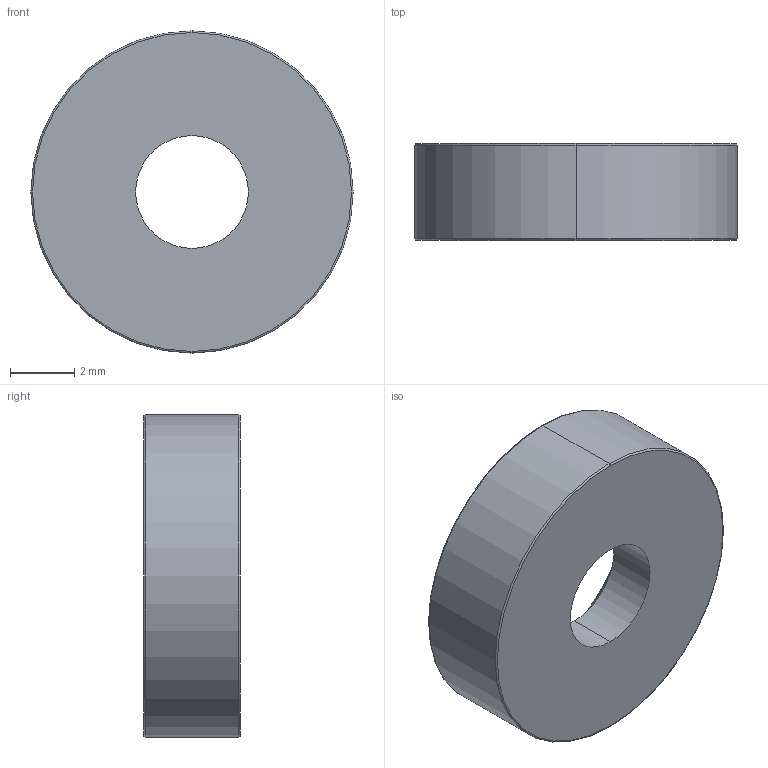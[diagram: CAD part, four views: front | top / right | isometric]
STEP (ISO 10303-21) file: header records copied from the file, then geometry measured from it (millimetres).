
FILE_DESCRIPTION (( 'STEP AP203' ), '1' );
FILE_NAME ('magnete_项 箪铍鬣龛㥮sldprt.STEP', '2018-04-26T12:45:46', ( '' ), ( '' ), 'SwSTEP 2.0', 'SolidWorks 2018', '' );
FILE_SCHEMA (( 'CONFIG_CONTROL_DESIGN' ));
Length unit declared in the file: millimetre
Products named in the file (1): magnete_项 箪铍鬣龛㥮sldprt
Bounding box: 10 x 3 x 10 mm (x, y, z)
Volume: 183.4 mm3; surface area: 256.9 mm2
Topology: 1 solids, 1 shells, 14 faces, 32 edges, 20 vertices
Faces by surface type: torus 6, cylinder 4, sphere 2, plane 2
Entity records: 493 total; most frequent: DIRECTION 90, CARTESIAN_POINT 67, ORIENTED_EDGE 64, AXIS2_PLACEMENT_3D 43, EDGE_CURVE 32, CIRCLE 28, VERTEX_POINT 20, EDGE_LOOP 16
